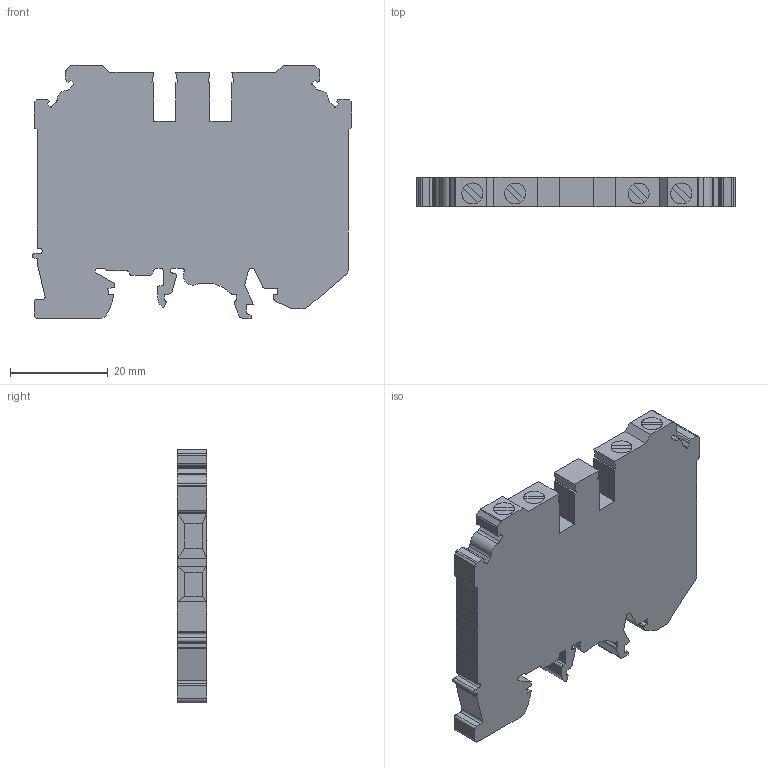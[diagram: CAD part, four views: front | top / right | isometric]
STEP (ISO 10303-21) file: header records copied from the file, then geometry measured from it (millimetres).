
FILE_DESCRIPTION(/* description */ (''),/* implementation_level */ '2;1');
FILE_NAME(/* name */ 'cmcg4.stp',/* time_stamp */ '2017-05-26T11:48:23-04:00',/* author */ ('CAD Station'),/* organization */ (''),/* preprocessor_version */ 'ST-DEVELOPER v16.1',/* originating_system */ 'Autodesk Inventor 2016',/* authorisation */ '');
FILE_SCHEMA (('AUTOMOTIVE_DESIGN { 1 0 10303 214 3 1 1 }'));
Length unit declared in the file: metre
Products named in the file (1): cmcg4
Bounding box: 65.35 x 6 x 52.02 mm (x, y, z)
Volume: 16591.2 mm3; surface area: 7604.2 mm2
Topology: 1 solids, 1 shells, 253 faces, 693 edges, 446 vertices
Faces by surface type: plane 186, cylinder 67
Full cylindrical faces by diameter (mm): 4.3 x4
Entity records: 8178 total; most frequent: CARTESIAN_POINT 1381, ORIENTED_EDGE 1370, DIRECTION 1339, EDGE_CURVE 685, LINE 539, VECTOR 539, VERTEX_POINT 442, AXIS2_PLACEMENT_3D 400
